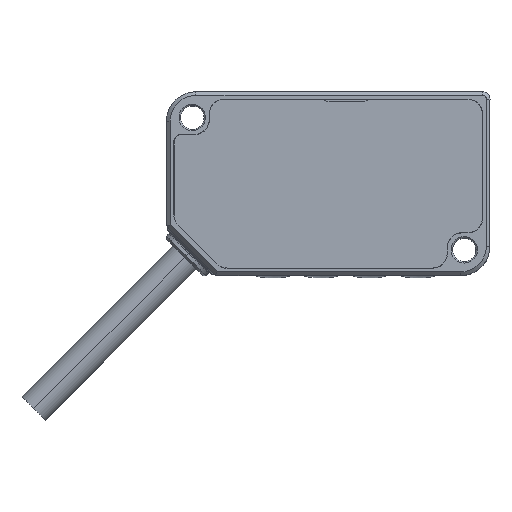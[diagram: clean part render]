
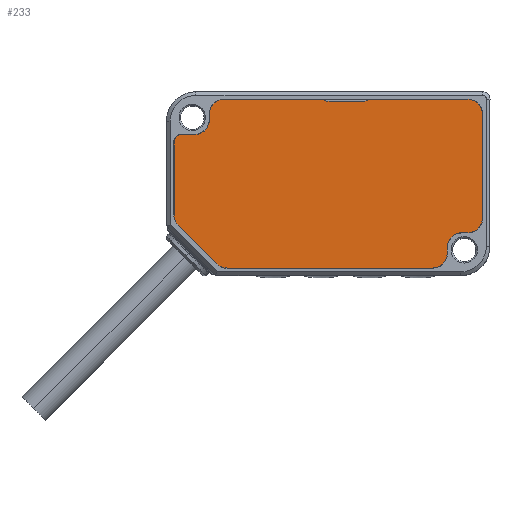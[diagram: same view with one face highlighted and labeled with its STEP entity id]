
A CAD part, top view. The second image highlights one B-rep face of the part: STEP entity #233.
In plain terms, the highlighted planar face has unit normal (0, 0, 1).
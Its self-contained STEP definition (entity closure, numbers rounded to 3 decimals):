
#1=CARTESIAN_POINT('',(-9.819,0.937,-4.78));
#2=DIRECTION('',(0.,0.,1.));
#3=DIRECTION('',(0.,-1.,0.));
#4=AXIS2_PLACEMENT_3D('',#1,#2,#3);
#6=DIRECTION('',(1.,0.,0.));
#7=VECTOR('',#6,13.575);
#8=CARTESIAN_POINT('',(-9.105,0.237,-4.78));
#9=LINE('',#8,#7);
#10=CARTESIAN_POINT('',(4.47,-1.763,-4.78));
#11=DIRECTION('',(0.,0.,-1.));
#12=DIRECTION('',(0.,1.,0.));
#13=AXIS2_PLACEMENT_3D('',#10,#11,#12);
#15=DIRECTION('',(0.,-1.,0.));
#16=VECTOR('',#15,14.15);
#17=CARTESIAN_POINT('',(6.47,-1.763,-4.78));
#18=LINE('',#17,#16);
#19=CARTESIAN_POINT('',(4.47,-15.913,-4.78));
#20=DIRECTION('',(0.,0.,-1.));
#21=DIRECTION('',(1.,0.,0.));
#22=AXIS2_PLACEMENT_3D('',#19,#20,#21);
#24=DIRECTION('',(-1.,0.,0.));
#25=VECTOR('',#24,0.8);
#26=CARTESIAN_POINT('',(4.47,-17.913,-4.78));
#27=LINE('',#26,#25);
#28=CARTESIAN_POINT('',(3.67,-19.913,-4.78));
#29=DIRECTION('',(0.,0.,1.));
#30=DIRECTION('',(0.,1.,0.));
#31=AXIS2_PLACEMENT_3D('',#28,#29,#30);
#33=DIRECTION('',(0.,-1.,0.));
#34=VECTOR('',#33,0.8);
#35=CARTESIAN_POINT('',(1.67,-19.913,-4.78));
#36=LINE('',#35,#34);
#37=CARTESIAN_POINT('',(-0.33,-20.713,
-4.78));
#38=DIRECTION('',(0.,0.,-1.));
#39=DIRECTION('',(1.,0.,0.));
#40=AXIS2_PLACEMENT_3D('',#37,#38,#39);
#42=DIRECTION('',(-1.,0.,0.));
#43=VECTOR('',#42,27.895);
#44=CARTESIAN_POINT('',(-0.33,-22.713,
-4.78));
#45=LINE('',#44,#43);
#46=CARTESIAN_POINT('',(-28.225,-20.713,-4.78));
#47=DIRECTION('',(0.,0.,-1.));
#48=DIRECTION('',(0.,-1.,0.));
#49=AXIS2_PLACEMENT_3D('',#46,#47,#48);
#51=DIRECTION('',(-0.707,0.707,0.));
#52=VECTOR('',#51,7.432);
#53=CARTESIAN_POINT('',(-29.639,-22.127,-4.78));
#54=LINE('',#53,#52);
#55=CARTESIAN_POINT('',(-33.48,-15.458,-4.78));
#56=DIRECTION('',(0.,0.,-1.));
#57=DIRECTION('',(-0.707,-0.707,0.));
#58=AXIS2_PLACEMENT_3D('',#55,#56,#57);
#60=DIRECTION('',(0.,1.,0.));
#61=VECTOR('',#60,9.895);
#62=CARTESIAN_POINT('',(-35.48,-15.458,-4.78));
#63=LINE('',#62,#61);
#64=CARTESIAN_POINT('',(-34.48,-5.563,-4.78));
#65=DIRECTION('',(0.,0.,-1.));
#66=DIRECTION('',(-1.,0.,0.));
#67=AXIS2_PLACEMENT_3D('',#64,#65,#66);
#69=DIRECTION('',(1.,0.,0.));
#70=VECTOR('',#69,1.8);
#71=CARTESIAN_POINT('',(-34.48,-4.563,-4.78));
#72=LINE('',#71,#70);
#73=CARTESIAN_POINT('',(-32.68,-2.563,-4.78));
#74=DIRECTION('',(0.,0.,1.));
#75=DIRECTION('',(0.,-1.,0.));
#76=AXIS2_PLACEMENT_3D('',#73,#74,#75);
#78=DIRECTION('',(0.,1.,0.));
#79=VECTOR('',#78,0.8);
#80=CARTESIAN_POINT('',(-30.68,-2.563,-4.78));
#81=LINE('',#80,#79);
#82=CARTESIAN_POINT('',(-28.68,-1.763,-4.78));
#83=DIRECTION('',(0.,0.,-1.));
#84=DIRECTION('',(-1.,0.,0.));
#85=AXIS2_PLACEMENT_3D('',#82,#83,#84);
#87=DIRECTION('',(1.,0.,0.));
#88=VECTOR('',#87,13.575);
#89=CARTESIAN_POINT('',(-28.68,0.237,-4.78));
#90=LINE('',#89,#88);
#91=CARTESIAN_POINT('',(-14.391,0.937,-4.78));
#92=DIRECTION('',(0.,0.,1.));
#93=DIRECTION('',(-0.714,-0.7,0.));
#94=AXIS2_PLACEMENT_3D('',#91,#92,#93);
#96=DIRECTION('',(-1.,0.,0.));
#97=VECTOR('',#96,4.572);
#98=CARTESIAN_POINT('',(-9.819,-0.063,
-4.78));
#99=LINE('',#98,#97);
#130=CARTESIAN_POINT('',(1.67,-20.713,-4.78));
#131=CARTESIAN_POINT('',(1.67,-19.913,-4.78));
#132=VERTEX_POINT('',#130);
#133=VERTEX_POINT('',#131);
#134=CARTESIAN_POINT('',(-9.819,-0.063,
-4.78));
#135=CARTESIAN_POINT('',(-14.391,-0.063,
-4.78));
#136=VERTEX_POINT('',#134);
#137=VERTEX_POINT('',#135);
#138=CARTESIAN_POINT('',(-9.105,0.237,
-4.78));
#139=VERTEX_POINT('',#138);
#140=CARTESIAN_POINT('',(4.47,0.237,-4.78));
#141=VERTEX_POINT('',#140);
#142=CARTESIAN_POINT('',(6.47,-1.763,-4.78));
#143=VERTEX_POINT('',#142);
#144=CARTESIAN_POINT('',(6.47,-15.913,-4.78));
#145=VERTEX_POINT('',#144);
#146=CARTESIAN_POINT('',(4.47,-17.913,-4.78));
#147=VERTEX_POINT('',#146);
#148=CARTESIAN_POINT('',(3.67,-17.913,-4.78));
#149=VERTEX_POINT('',#148);
#150=CARTESIAN_POINT('',(-0.33,-22.713,
-4.78));
#151=VERTEX_POINT('',#150);
#152=CARTESIAN_POINT('',(-28.225,-22.713,
-4.78));
#153=VERTEX_POINT('',#152);
#154=CARTESIAN_POINT('',(-29.639,-22.127,
-4.78));
#155=VERTEX_POINT('',#154);
#156=CARTESIAN_POINT('',(-34.894,-16.872,
-4.78));
#157=VERTEX_POINT('',#156);
#158=CARTESIAN_POINT('',(-35.48,-15.458,
-4.78));
#159=VERTEX_POINT('',#158);
#160=CARTESIAN_POINT('',(-35.48,-5.563,
-4.78));
#161=VERTEX_POINT('',#160);
#162=CARTESIAN_POINT('',(-34.48,-4.563,
-4.78));
#163=VERTEX_POINT('',#162);
#164=CARTESIAN_POINT('',(-32.68,-4.563,
-4.78));
#165=VERTEX_POINT('',#164);
#166=CARTESIAN_POINT('',(-30.68,-2.563,
-4.78));
#167=VERTEX_POINT('',#166);
#168=CARTESIAN_POINT('',(-30.68,-1.763,
-4.78));
#169=VERTEX_POINT('',#168);
#170=CARTESIAN_POINT('',(-28.68,0.237,
-4.78));
#171=VERTEX_POINT('',#170);
#172=CARTESIAN_POINT('',(-15.105,0.237,
-4.78));
#173=VERTEX_POINT('',#172);
#182=CARTESIAN_POINT('',(-11.96,-16.163,
-4.78));
#183=DIRECTION('',(0.,0.,1.));
#184=DIRECTION('',(1.,0.,0.));
#185=AXIS2_PLACEMENT_3D('',#182,#183,#184);
#186=PLANE('',#185);
#188=ORIENTED_EDGE('',*,*,#187,.F.);
#190=ORIENTED_EDGE('',*,*,#189,.T.);
#192=ORIENTED_EDGE('',*,*,#191,.T.);
#194=ORIENTED_EDGE('',*,*,#193,.T.);
#196=ORIENTED_EDGE('',*,*,#195,.T.);
#198=ORIENTED_EDGE('',*,*,#197,.T.);
#200=ORIENTED_EDGE('',*,*,#199,.T.);
#202=ORIENTED_EDGE('',*,*,#201,.T.);
#204=ORIENTED_EDGE('',*,*,#203,.T.);
#206=ORIENTED_EDGE('',*,*,#205,.T.);
#208=ORIENTED_EDGE('',*,*,#207,.T.);
#210=ORIENTED_EDGE('',*,*,#209,.T.);
#212=ORIENTED_EDGE('',*,*,#211,.T.);
#214=ORIENTED_EDGE('',*,*,#213,.T.);
#216=ORIENTED_EDGE('',*,*,#215,.T.);
#218=ORIENTED_EDGE('',*,*,#217,.T.);
#220=ORIENTED_EDGE('',*,*,#219,.T.);
#222=ORIENTED_EDGE('',*,*,#221,.T.);
#224=ORIENTED_EDGE('',*,*,#223,.T.);
#226=ORIENTED_EDGE('',*,*,#225,.T.);
#228=ORIENTED_EDGE('',*,*,#227,.T.);
#230=ORIENTED_EDGE('',*,*,#229,.T.);
#231=EDGE_LOOP('',(#188,#190,#192,#194,#196,#198,#200,#202,#204,#206,#208,#210,
#212,#214,#216,#218,#220,#222,#224,#226,#228,#230));
#232=FACE_OUTER_BOUND('',#231,.F.);
#233=ADVANCED_FACE('',(#232),#186,.T.);
#5=CIRCLE('',#4,1.);
#14=CIRCLE('',#13,2.);
#23=CIRCLE('',#22,2.);
#32=CIRCLE('',#31,2.);
#41=CIRCLE('',#40,2.);
#50=CIRCLE('',#49,2.);
#59=CIRCLE('',#58,2.);
#68=CIRCLE('',#67,1.);
#77=CIRCLE('',#76,2.);
#86=CIRCLE('',#85,2.);
#95=CIRCLE('',#94,1.);
#187=EDGE_CURVE('',#136,#137,#99,.T.);
#189=EDGE_CURVE('',#136,#139,#5,.T.);
#191=EDGE_CURVE('',#139,#141,#9,.T.);
#193=EDGE_CURVE('',#141,#143,#14,.T.);
#195=EDGE_CURVE('',#143,#145,#18,.T.);
#197=EDGE_CURVE('',#145,#147,#23,.T.);
#199=EDGE_CURVE('',#147,#149,#27,.T.);
#201=EDGE_CURVE('',#149,#133,#32,.T.);
#203=EDGE_CURVE('',#133,#132,#36,.T.);
#205=EDGE_CURVE('',#132,#151,#41,.T.);
#207=EDGE_CURVE('',#151,#153,#45,.T.);
#209=EDGE_CURVE('',#153,#155,#50,.T.);
#211=EDGE_CURVE('',#155,#157,#54,.T.);
#213=EDGE_CURVE('',#157,#159,#59,.T.);
#215=EDGE_CURVE('',#159,#161,#63,.T.);
#217=EDGE_CURVE('',#161,#163,#68,.T.);
#219=EDGE_CURVE('',#163,#165,#72,.T.);
#221=EDGE_CURVE('',#165,#167,#77,.T.);
#223=EDGE_CURVE('',#167,#169,#81,.T.);
#225=EDGE_CURVE('',#169,#171,#86,.T.);
#227=EDGE_CURVE('',#171,#173,#90,.T.);
#229=EDGE_CURVE('',#173,#137,#95,.T.);
